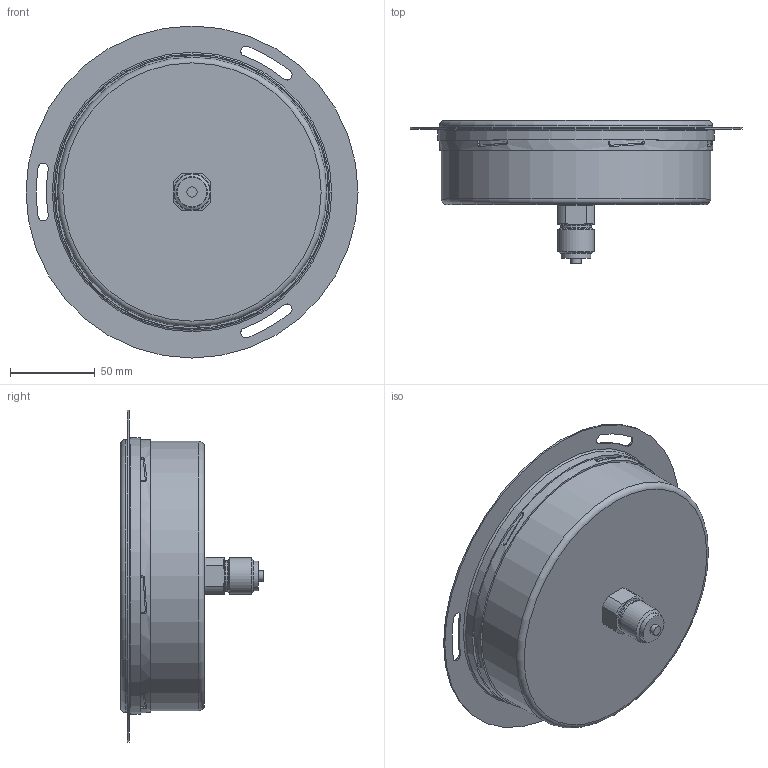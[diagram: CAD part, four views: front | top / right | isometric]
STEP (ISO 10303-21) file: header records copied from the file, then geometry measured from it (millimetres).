
FILE_DESCRIPTION(/* description */ (''),/* implementation_level */ '2;1');
FILE_NAME(/* name */ 'KP160_D431_351XX431.stp',/* time_stamp */ '2018-01-15T14:07:55+01:00',/* author */ ('acgl'),/* organization */ (''),/* preprocessor_version */ 'ST-DEVELOPER v15.6',/* originating_system */ 'Autodesk Inventor 2015',/* authorisation */ '');
FILE_SCHEMA (('AUTOMOTIVE_DESIGN { 1 0 10303 214 3 1 1 }'));
Length unit declared in the file: centimetre
Products named in the file (1): KP160_D431_351XX431
Bounding box: 196 x 84.3 x 196 mm (x, y, z)
Volume: 960680.6 mm3; surface area: 87263.6 mm2
Topology: 1 solids, 1 shells, 133 faces, 323 edges, 202 vertices
Faces by surface type: bspline 48, cylinder 45, plane 28, torus 6, cone 6
Full cylindrical faces by diameter (mm): 6 x1, 6.5 x1, 17.5 x1, 18 x1, 21 x1, 21.36 x1, 159 x1, 161.3 x2, 163 x1, 196 x1
Entity records: 5045 total; most frequent: CARTESIAN_POINT 2088, ORIENTED_EDGE 600, DIRECTION 486, EDGE_CURVE 300, AXIS2_PLACEMENT_3D 204, VERTEX_POINT 198, EDGE_LOOP 168, FACE_OUTER_BOUND 133
